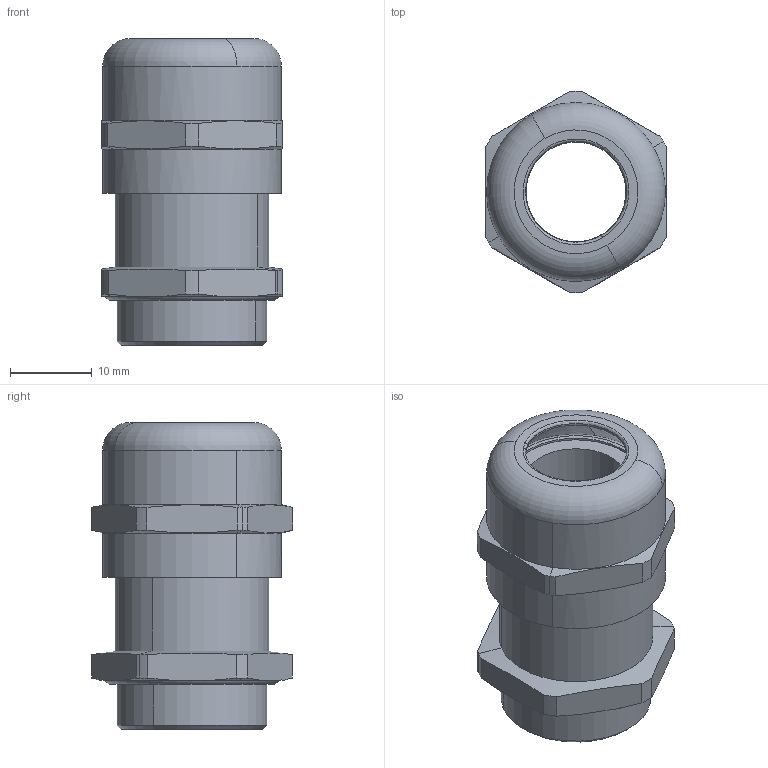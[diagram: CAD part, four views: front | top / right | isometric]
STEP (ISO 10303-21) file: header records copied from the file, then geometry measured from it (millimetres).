
FILE_DESCRIPTION(('CATIA V5R24 STEP','CAx-IF Rec.Pracs.--- Model Styling and Organization---1.2---2011-12-15'),'2;1');
FILE_NAME ('D1462078_0_2435150000_2435150000.stp','2018-03-21T08:47:32+00:00',('none'),('Weidmueller'),'CATIA Version 5-6 Release 2014 SP4 HF52','CATIA V5 STEP AP214','none');
FILE_SCHEMA(('AUTOMOTIVE_DESIGN { 1 0 10303 214 1 1 1 1 }'));
Length unit declared in the file: millimetre
Products named in the file (1): 63077_VG_M20
Bounding box: 22 x 24.59 x 37.46 mm (x, y, z)
Volume: 4890.1 mm3; surface area: 10010.4 mm2
Topology: 5 solids, 6 shells, 165 faces, 393 edges, 247 vertices
Faces by surface type: cylinder 64, plane 43, cone 38, torus 20
Entity records: 4984 total; most frequent: CARTESIAN_POINT 1410, ORIENTED_EDGE 786, DIRECTION 583, EDGE_CURVE 393, AXIS2_PLACEMENT_3D 326, VERTEX_POINT 247, CIRCLE 197, EDGE_LOOP 184
